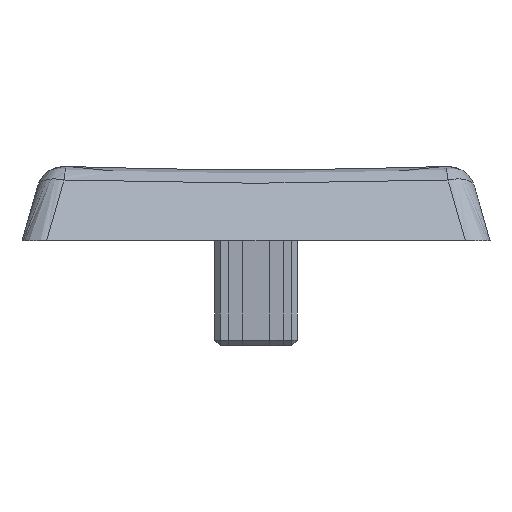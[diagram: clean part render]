
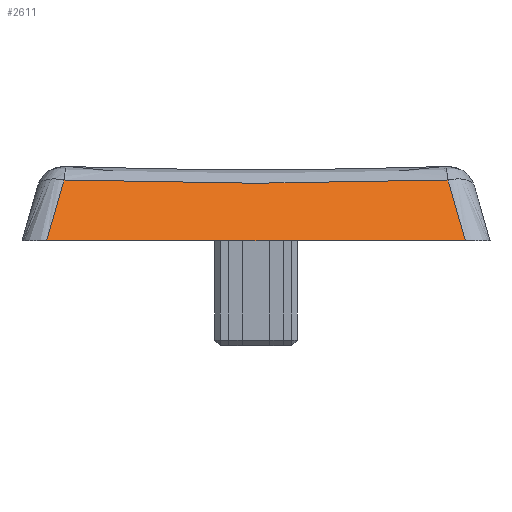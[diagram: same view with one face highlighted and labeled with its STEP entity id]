
A CAD part, front view. The second image highlights one B-rep face of the part: STEP entity #2611.
In plain terms, the highlighted free-form (B-spline) face has degree [1, 1] with [2, 2] control points.
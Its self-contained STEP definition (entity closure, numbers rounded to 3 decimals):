
#2611 = ADVANCED_FACE('',(#2612),#2700,.T.);
#2612 = FACE_BOUND('',#2613,.T.);
#2613 = EDGE_LOOP('',(#2614,#2629,#2637,#2650));
#2614 = ORIENTED_EDGE('',*,*,#2615,.F.);
#2615 = EDGE_CURVE('',#2616,#2618,#2620,.T.);
#2616 = VERTEX_POINT('',#2617);
#2617 = CARTESIAN_POINT('',(-7.603,-17.5,0.));
#2618 = VERTEX_POINT('',#2619);
#2619 = CARTESIAN_POINT('',(-6.976,-16.209,
    2.214));
#2620 = B_SPLINE_CURVE_WITH_KNOTS('',3,(#2621,#2622,#2623,#2624,#2625,
    #2626,#2627,#2628),.UNSPECIFIED.,.F.,.F.,(4,2,2,4),(
    -0.006,0.213,4.064,4.283),
  .UNSPECIFIED.);
#2621 = CARTESIAN_POINT('',(-7.655,-17.607,-0.184));
#2622 = CARTESIAN_POINT('',(-7.638,-17.571,-0.122));
#2623 = CARTESIAN_POINT('',(-7.621,-17.536,-0.061));
#2624 = CARTESIAN_POINT('',(-7.298,-16.872,
    1.077));
#2625 = CARTESIAN_POINT('',(-6.993,-16.243,
    2.154));
#2626 = CARTESIAN_POINT('',(-6.671,-15.579,
    3.292));
#2627 = CARTESIAN_POINT('',(-6.653,-15.544,
    3.354));
#2628 = CARTESIAN_POINT('',(-6.636,-15.508,
    3.415));
#2629 = ORIENTED_EDGE('',*,*,#2630,.T.);
#2630 = EDGE_CURVE('',#2616,#2631,#2633,.T.);
#2631 = VERTEX_POINT('',#2632);
#2632 = CARTESIAN_POINT('',(7.603,-17.5,0.));
#2633 = LINE('',#2634,#2635);
#2634 = CARTESIAN_POINT('',(-8.5,-17.5,0.));
#2635 = VECTOR('',#2636,1.);
#2636 = DIRECTION('',(1.,0.,0.));
#2637 = ORIENTED_EDGE('',*,*,#2638,.T.);
#2638 = EDGE_CURVE('',#2631,#2639,#2641,.T.);
#2639 = VERTEX_POINT('',#2640);
#2640 = CARTESIAN_POINT('',(6.976,-16.209,
    2.214));
#2641 = B_SPLINE_CURVE_WITH_KNOTS('',3,(#2642,#2643,#2644,#2645,#2646,
    #2647,#2648,#2649),.UNSPECIFIED.,.F.,.F.,(4,2,2,4),(
    -0.006,0.213,4.064,4.283),
  .UNSPECIFIED.);
#2642 = CARTESIAN_POINT('',(7.655,-17.607,-0.184));
#2643 = CARTESIAN_POINT('',(7.638,-17.571,-0.122));
#2644 = CARTESIAN_POINT('',(7.621,-17.536,-0.061));
#2645 = CARTESIAN_POINT('',(7.298,-16.872,
    1.077));
#2646 = CARTESIAN_POINT('',(6.993,-16.243,
    2.154));
#2647 = CARTESIAN_POINT('',(6.671,-15.579,
    3.292));
#2648 = CARTESIAN_POINT('',(6.653,-15.544,
    3.354));
#2649 = CARTESIAN_POINT('',(6.636,-15.508,
    3.415));
#2650 = ORIENTED_EDGE('',*,*,#2651,.T.);
#2651 = EDGE_CURVE('',#2639,#2618,#2652,.T.);
#2652 = ( BOUNDED_CURVE() B_SPLINE_CURVE(12,(#2653,#2654,#2655,#2656,
    #2657,#2658,#2659,#2660,#2661,#2662,#2663,#2664,#2665,#2666,#2667,
    #2668,#2669,#2670,#2671,#2672,#2673,#2674,#2675,#2676,#2677,#2678,
    #2679,#2680,#2681,#2682,#2683,#2684,#2685,#2686,#2687,#2688,#2689,
    #2690,#2691,#2692,#2693,#2694,#2695,#2696,#2697,#2698,#2699),
.UNSPECIFIED.,.F.,.F.) B_SPLINE_CURVE_WITH_KNOTS((13,12,11,11,13),(
    -0.103,0.,7.196,14.393,14.497),
.UNSPECIFIED.) CURVE() GEOMETRIC_REPRESENTATION_ITEM() 
RATIONAL_B_SPLINE_CURVE((1.,1.,1.,1.,1.,1.,1.,1.,1.,1.,1.,1.,1.,1.,1.,
    1.,1.,1.,1.,
    1.,1.,1.,1.,1.,1.,1.,1.,
    1.,1.,1.,1.,
    1.,1.,1.,1.,1.,1.,1.,1.,
    1.,1.,1.,1.,1.,1.,1.
,1.)) REPRESENTATION_ITEM('') );
#2653 = CARTESIAN_POINT('',(6.976,-16.209,
    2.214));
#2654 = CARTESIAN_POINT('',(6.965,-16.209,2.213
    ));
#2655 = CARTESIAN_POINT('',(6.954,-16.209,2.213
    ));
#2656 = CARTESIAN_POINT('',(6.944,-16.21,
    2.212));
#2657 = CARTESIAN_POINT('',(6.933,-16.21,
    2.211));
#2658 = CARTESIAN_POINT('',(6.922,-16.21,2.211
    ));
#2659 = CARTESIAN_POINT('',(6.911,-16.211,2.21)
  );
#2660 = CARTESIAN_POINT('',(6.901,-16.211,2.21
    ));
#2661 = CARTESIAN_POINT('',(6.89,-16.211,
    2.209));
#2662 = CARTESIAN_POINT('',(6.88,-16.211,2.209)
  );
#2663 = CARTESIAN_POINT('',(6.869,-16.212,2.208
    ));
#2664 = CARTESIAN_POINT('',(6.859,-16.212,
    2.208));
#2665 = CARTESIAN_POINT('',(6.848,-16.212,
    2.208));
#2666 = CARTESIAN_POINT('',(6.28,-16.223,2.189)
  );
#2667 = CARTESIAN_POINT('',(5.711,-16.233,2.172)
  );
#2668 = CARTESIAN_POINT('',(5.142,-16.242,2.157
    ));
#2669 = CARTESIAN_POINT('',(4.572,-16.25,2.143
    ));
#2670 = CARTESIAN_POINT('',(4.001,-16.257,
    2.132));
#2671 = CARTESIAN_POINT('',(3.43,-16.263,
    2.121));
#2672 = CARTESIAN_POINT('',(2.859,-16.268,
    2.113));
#2673 = CARTESIAN_POINT('',(2.288,-16.272,
    2.106));
#2674 = CARTESIAN_POINT('',(1.716,-16.275,
    2.101));
#2675 = CARTESIAN_POINT('',(1.144,-16.276,2.097
    ));
#2676 = CARTESIAN_POINT('',(0.572,-16.277,2.096
    ));
#2677 = CARTESIAN_POINT('',(-0.572,-16.277,
    2.096));
#2678 = CARTESIAN_POINT('',(-1.144,-16.276,
    2.097));
#2679 = CARTESIAN_POINT('',(-1.715,-16.275,
    2.101));
#2680 = CARTESIAN_POINT('',(-2.29,-16.271,
    2.107));
#2681 = CARTESIAN_POINT('',(-2.855,-16.268,
    2.112));
#2682 = CARTESIAN_POINT('',(-3.438,-16.261,
    2.123));
#2683 = CARTESIAN_POINT('',(-3.993,-16.258,
    2.129));
#2684 = CARTESIAN_POINT('',(-4.578,-16.248,
    2.146));
#2685 = CARTESIAN_POINT('',(-5.138,-16.243,
    2.155));
#2686 = CARTESIAN_POINT('',(-5.711,-16.232,
    2.173));
#2687 = CARTESIAN_POINT('',(-6.266,-16.224,
    2.188));
#2688 = CARTESIAN_POINT('',(-6.867,-16.212,
    2.209));
#2689 = CARTESIAN_POINT('',(-6.876,-16.211,
    2.209));
#2690 = CARTESIAN_POINT('',(-6.885,-16.211,
    2.209));
#2691 = CARTESIAN_POINT('',(-6.894,-16.211,
    2.21));
#2692 = CARTESIAN_POINT('',(-6.904,-16.211,
    2.21));
#2693 = CARTESIAN_POINT('',(-6.914,-16.211,
    2.21));
#2694 = CARTESIAN_POINT('',(-6.924,-16.21,
    2.211));
#2695 = CARTESIAN_POINT('',(-6.934,-16.21,
    2.211));
#2696 = CARTESIAN_POINT('',(-6.944,-16.21,
    2.212));
#2697 = CARTESIAN_POINT('',(-6.955,-16.209,
    2.213));
#2698 = CARTESIAN_POINT('',(-6.965,-16.209,
    2.213));
#2699 = CARTESIAN_POINT('',(-6.976,-16.209,
    2.214));
#2700 = B_SPLINE_SURFACE_WITH_KNOTS('',1,1,(
    (#2701,#2702)
    ,(#2703,#2704
    )),.UNSPECIFIED.,.F.,.F.,.F.,(2,2),(2,2),(0.,17.),(0.,1.),
  .PIECEWISE_BEZIER_KNOTS.);
#2701 = CARTESIAN_POINT('',(-8.5,-17.5,0.));
#2702 = CARTESIAN_POINT('',(-7.65,-15.75,3.));
#2703 = CARTESIAN_POINT('',(8.5,-17.5,0.));
#2704 = CARTESIAN_POINT('',(7.65,-15.75,3.));
